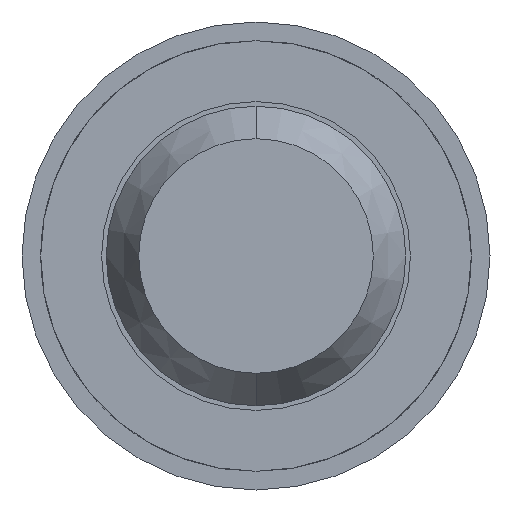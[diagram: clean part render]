
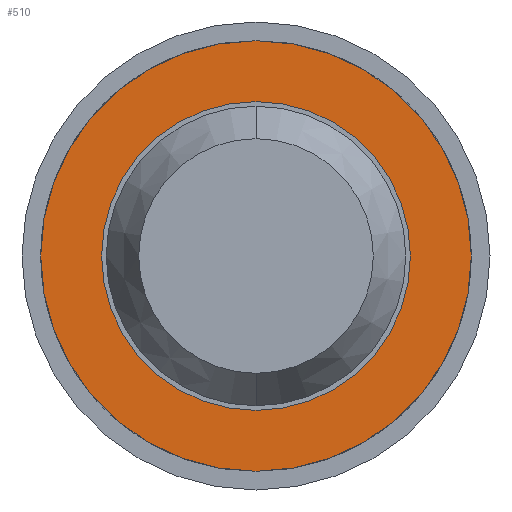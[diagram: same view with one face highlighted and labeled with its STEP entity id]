
A CAD part, front view. The second image highlights one B-rep face of the part: STEP entity #510.
In plain terms, the highlighted planar face has unit normal (0, -1, 0).
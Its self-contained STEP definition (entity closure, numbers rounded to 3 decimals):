
#62 = CARTESIAN_POINT ( 'NONE',  ( 0., -1.7, -1.15 ) ) ;
#178 = EDGE_CURVE ( 'NONE', #3134, #1209, #2502, .T. ) ;
#203 = CIRCLE ( 'NONE', #1575, 0.825 ) ;
#219 = CARTESIAN_POINT ( 'NONE',  ( 0., -1.7, -0.825 ) ) ;
#410 = CIRCLE ( 'NONE', #3911, 1.15 ) ;
#431 = CARTESIAN_POINT ( 'NONE',  ( 0., -1.7, 0. ) ) ;
#460 = PLANE ( 'NONE',  #4067 ) ;
#507 = EDGE_LOOP ( 'NONE', ( #3682, #1799 ) ) ;
#510 = ADVANCED_FACE ( 'NONE', ( #798, #3218 ), #460, .F. ) ;
#733 = DIRECTION ( 'NONE',  ( 0., 1., 0. ) ) ;
#798 = FACE_OUTER_BOUND ( 'NONE', #2468, .T. ) ;
#892 = ORIENTED_EDGE ( 'NONE', *, *, #178, .F. ) ;
#986 = ORIENTED_EDGE ( 'NONE', *, *, #2763, .F. ) ;
#1019 = CARTESIAN_POINT ( 'NONE',  ( 0., -1.7, 0.825 ) ) ;
#1084 = AXIS2_PLACEMENT_3D ( 'NONE', #431, #3993, #3943 ) ;
#1112 = VERTEX_POINT ( 'NONE', #1019 ) ;
#1209 = VERTEX_POINT ( 'NONE', #3799 ) ;
#1374 = DIRECTION ( 'NONE',  ( 0., 0., 1. ) ) ;
#1457 = EDGE_CURVE ( 'NONE', #3035, #1112, #203, .T. ) ;
#1575 = AXIS2_PLACEMENT_3D ( 'NONE', #1788, #4070, #3055 ) ;
#1774 = DIRECTION ( 'NONE',  ( 0., 0., 1. ) ) ;
#1788 = CARTESIAN_POINT ( 'NONE',  ( 0., -1.7, 0. ) ) ;
#1799 = ORIENTED_EDGE ( 'NONE', *, *, #1457, .T. ) ;
#2237 = AXIS2_PLACEMENT_3D ( 'NONE', #2954, #2967, #1374 ) ;
#2405 = DIRECTION ( 'NONE',  ( 0., 1., 0. ) ) ;
#2468 = EDGE_LOOP ( 'NONE', ( #986, #892 ) ) ;
#2502 = CIRCLE ( 'NONE', #2237, 1.15 ) ;
#2736 = CARTESIAN_POINT ( 'NONE',  ( 0.825, -1.7, 0. ) ) ;
#2763 = EDGE_CURVE ( 'NONE', #1209, #3134, #410, .T. ) ;
#2954 = CARTESIAN_POINT ( 'NONE',  ( 0., -1.7, 0. ) ) ;
#2967 = DIRECTION ( 'NONE',  ( 0., 1., 0. ) ) ;
#2995 = DIRECTION ( 'NONE',  ( 0., 0., 1. ) ) ;
#3035 = VERTEX_POINT ( 'NONE', #219 ) ;
#3055 = DIRECTION ( 'NONE',  ( 0., 0., 1. ) ) ;
#3134 = VERTEX_POINT ( 'NONE', #62 ) ;
#3218 = FACE_BOUND ( 'NONE', #507, .T. ) ;
#3631 = CARTESIAN_POINT ( 'NONE',  ( 0., -1.7, 0. ) ) ;
#3682 = ORIENTED_EDGE ( 'NONE', *, *, #4038, .T. ) ;
#3799 = CARTESIAN_POINT ( 'NONE',  ( 0., -1.7, 1.15 ) ) ;
#3849 = CIRCLE ( 'NONE', #1084, 0.825 ) ;
#3911 = AXIS2_PLACEMENT_3D ( 'NONE', #3631, #733, #2995 ) ;
#3943 = DIRECTION ( 'NONE',  ( 0., 0., 1. ) ) ;
#3993 = DIRECTION ( 'NONE',  ( 0., 1., 0. ) ) ;
#4038 = EDGE_CURVE ( 'NONE', #1112, #3035, #3849, .T. ) ;
#4067 = AXIS2_PLACEMENT_3D ( 'NONE', #2736, #2405, #1774 ) ;
#4070 = DIRECTION ( 'NONE',  ( 0., 1., 0. ) ) ;
